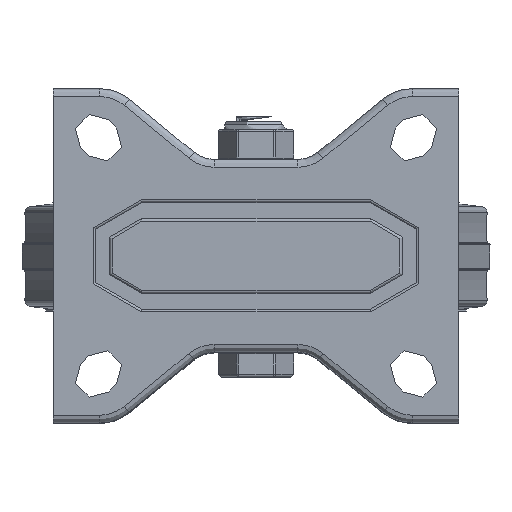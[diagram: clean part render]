
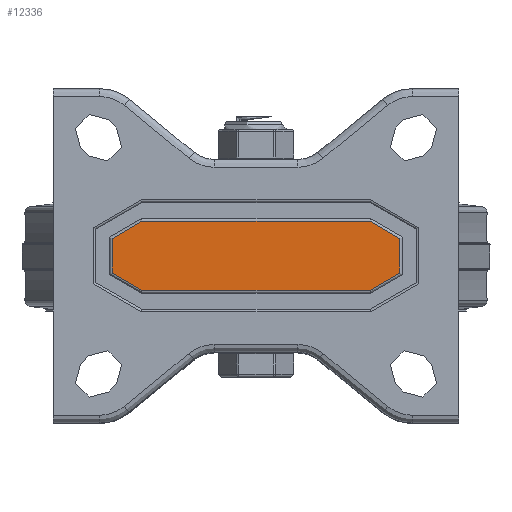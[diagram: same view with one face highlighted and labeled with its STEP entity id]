
A CAD part, top view. The second image highlights one B-rep face of the part: STEP entity #12336.
In plain terms, the highlighted planar face has unit normal (0, 0, 1).
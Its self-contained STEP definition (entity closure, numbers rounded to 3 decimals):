
#560=PLANE('',#13377);
#1444=FACE_OUTER_BOUND('',#2241,.T.);
#2241=EDGE_LOOP('',(#8646,#8647,#8648,#8649));
#3076=LINE('',#18385,#3772);
#3078=LINE('',#18397,#3774);
#3772=VECTOR('',#14934,1000.);
#3774=VECTOR('',#14948,1000.);
#4453=CIRCLE('',#13319,8.75);
#4456=CIRCLE('',#13324,8.75);
#5252=VERTEX_POINT('',#18381);
#5254=VERTEX_POINT('',#18384);
#5257=VERTEX_POINT('',#18392);
#5258=VERTEX_POINT('',#18396);
#6471=EDGE_CURVE('',#5252,#5254,#3076,.T.);
#6475=EDGE_CURVE('',#5254,#5257,#4453,.T.);
#6477=EDGE_CURVE('',#5257,#5258,#3078,.T.);
#6480=EDGE_CURVE('',#5258,#5252,#4456,.T.);
#8646=ORIENTED_EDGE('',*,*,#6480,.F.);
#8647=ORIENTED_EDGE('',*,*,#6477,.F.);
#8648=ORIENTED_EDGE('',*,*,#6475,.F.);
#8649=ORIENTED_EDGE('',*,*,#6471,.F.);
#12336=ADVANCED_FACE('',(#1444),#560,.T.);
#13319=AXIS2_PLACEMENT_3D('',#18393,#14942,#14943);
#13324=AXIS2_PLACEMENT_3D('',#18402,#14954,#14955);
#13377=AXIS2_PLACEMENT_3D('',#18909,#15138,#15139);
#14934=DIRECTION('',(1.,0.,0.));
#14942=DIRECTION('center_axis',(0.,0.,-1.));
#14943=DIRECTION('ref_axis',(1.,0.,0.));
#14948=DIRECTION('',(-1.,0.,0.));
#14954=DIRECTION('center_axis',(0.,0.,-1.));
#14955=DIRECTION('ref_axis',(-1.,0.,0.));
#15138=DIRECTION('center_axis',(0.,0.,1.));
#15139=DIRECTION('ref_axis',(1.,0.,0.));
#18381=CARTESIAN_POINT('',(-29.,8.75,0.));
#18384=CARTESIAN_POINT('',(29.,8.75,0.));
#18385=CARTESIAN_POINT('',(0.,8.75,0.));
#18392=CARTESIAN_POINT('',(29.,-8.75,0.));
#18393=CARTESIAN_POINT('Origin',(29.,0.,0.));
#18396=CARTESIAN_POINT('',(-29.,-8.75,0.));
#18397=CARTESIAN_POINT('',(0.,-8.75,0.));
#18402=CARTESIAN_POINT('Origin',(-29.,0.,
0.));
#18909=CARTESIAN_POINT('Origin',(0.,0.,0.));
